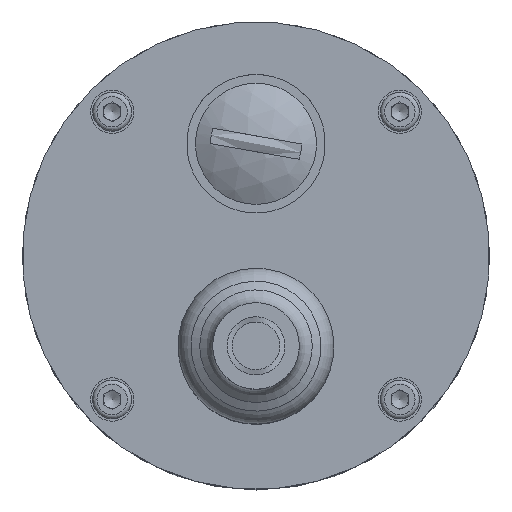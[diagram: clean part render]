
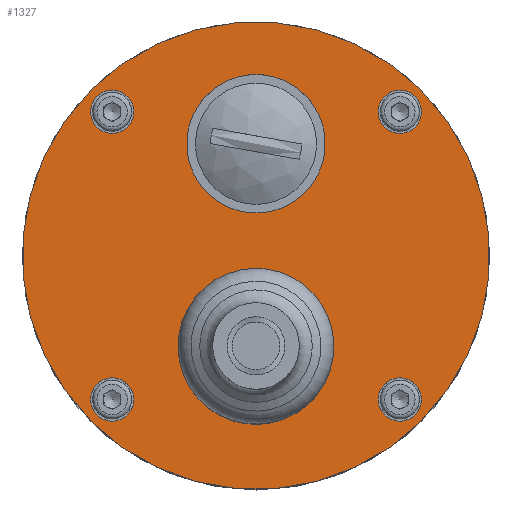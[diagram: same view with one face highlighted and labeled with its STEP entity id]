
A CAD part, top view. The second image highlights one B-rep face of the part: STEP entity #1327.
In plain terms, the highlighted planar face has unit normal (0, 0, 1).
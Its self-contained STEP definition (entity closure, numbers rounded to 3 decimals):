
#17 = VERTEX_POINT ( 'NONE', #1560 ) ;
#22 = AXIS2_PLACEMENT_3D ( 'NONE', #782, #2338, #1014 ) ;
#77 = DIRECTION ( 'NONE',  ( 0.707, -0.707, 0. ) ) ;
#153 = CIRCLE ( 'NONE', #1684, 2.5 ) ;
#183 = CARTESIAN_POINT ( 'NONE',  ( 18.385, -18.385, 23. ) ) ;
#192 = CARTESIAN_POINT ( 'NONE',  ( -14.849, 14.849, 23. ) ) ;
#319 = VERTEX_POINT ( 'NONE', #2872 ) ;
#352 = DIRECTION ( 'NONE',  ( 0., 0., 1. ) ) ;
#411 = CARTESIAN_POINT ( 'NONE',  ( 0., 12.92, 23. ) ) ;
#419 = DIRECTION ( 'NONE',  ( 0., 0., 1. ) ) ;
#425 = CIRCLE ( 'NONE', #920, 2.5 ) ;
#437 = DIRECTION ( 'NONE',  ( 0.707, -0.707, 0. ) ) ;
#636 = PLANE ( 'NONE',  #1165 ) ;
#650 = CARTESIAN_POINT ( 'NONE',  ( 19.092, 19.092, 23. ) ) ;
#662 = DIRECTION ( 'NONE',  ( 0., 0., -1. ) ) ;
#667 = DIRECTION ( 'NONE',  ( -0.707, 0.707, 0. ) ) ;
#697 = AXIS2_PLACEMENT_3D ( 'NONE', #411, #419, #437 ) ;
#762 = EDGE_CURVE ( 'NONE', #319, #319, #425, .T. ) ;
#782 = CARTESIAN_POINT ( 'NONE',  ( 0., -10.5, 23. ) ) ;
#832 = AXIS2_PLACEMENT_3D ( 'NONE', #2331, #1006, #2541 ) ;
#898 = CARTESIAN_POINT ( 'NONE',  ( -14.849, -18.385, 23. ) ) ;
#920 = AXIS2_PLACEMENT_3D ( 'NONE', #975, #2270, #1649 ) ;
#975 = CARTESIAN_POINT ( 'NONE',  ( 16.617, 16.617, 23. ) ) ;
#1006 = DIRECTION ( 'NONE',  ( 0., 0., 1. ) ) ;
#1014 = DIRECTION ( 'NONE',  ( 0.707, -0.707, 0. ) ) ;
#1034 = CIRCLE ( 'NONE', #832, 2.5 ) ;
#1135 = CARTESIAN_POINT ( 'NONE',  ( 4.561, -15.061, 23. ) ) ;
#1165 = AXIS2_PLACEMENT_3D ( 'NONE', #650, #662, #667 ) ;
#1283 = EDGE_CURVE ( 'NONE', #17, #17, #1764, .T. ) ;
#1296 = EDGE_LOOP ( 'NONE', ( #2591 ) ) ;
#1327 = ADVANCED_FACE ( 'NONE', ( #1646, #1687, #1724, #1727, #1617, #1615, #1589 ), #636, .F. ) ;
#1347 = DIRECTION ( 'NONE',  ( 0., 0., 1. ) ) ;
#1363 = EDGE_LOOP ( 'NONE', ( #2635 ) ) ;
#1434 = EDGE_LOOP ( 'NONE', ( #2672 ) ) ;
#1471 = DIRECTION ( 'NONE',  ( 0., 0., 1. ) ) ;
#1534 = VERTEX_POINT ( 'NONE', #2671 ) ;
#1560 = CARTESIAN_POINT ( 'NONE',  ( 5.657, 7.263, 23. ) ) ;
#1572 = VERTEX_POINT ( 'NONE', #1135 ) ;
#1589 = FACE_OUTER_BOUND ( 'NONE', #2775, .T. ) ;
#1615 = FACE_BOUND ( 'NONE', #1844, .T. ) ;
#1617 = FACE_BOUND ( 'NONE', #1434, .T. ) ;
#1632 = VERTEX_POINT ( 'NONE', #898 ) ;
#1646 = FACE_BOUND ( 'NONE', #2709, .T. ) ;
#1649 = DIRECTION ( 'NONE',  ( 0.707, -0.707, 0. ) ) ;
#1684 = AXIS2_PLACEMENT_3D ( 'NONE', #1717, #352, #1931 ) ;
#1687 = FACE_BOUND ( 'NONE', #2594, .T. ) ;
#1717 = CARTESIAN_POINT ( 'NONE',  ( -16.617, 16.617, 23. ) ) ;
#1724 = FACE_BOUND ( 'NONE', #1296, .T. ) ;
#1727 = FACE_BOUND ( 'NONE', #1363, .T. ) ;
#1764 = CIRCLE ( 'NONE', #697, 8. ) ;
#1787 = AXIS2_PLACEMENT_3D ( 'NONE', #2659, #1347, #2909 ) ;
#1844 = EDGE_LOOP ( 'NONE', ( #2742 ) ) ;
#1908 = VERTEX_POINT ( 'NONE', #192 ) ;
#1912 = CIRCLE ( 'NONE', #22, 6.45 ) ;
#1931 = DIRECTION ( 'NONE',  ( 0.707, -0.707, 0. ) ) ;
#1943 = CIRCLE ( 'NONE', #2365, 27. ) ;
#2120 = EDGE_CURVE ( 'NONE', #2351, #2351, #1034, .T. ) ;
#2270 = DIRECTION ( 'NONE',  ( 0., 0., 1. ) ) ;
#2331 = CARTESIAN_POINT ( 'NONE',  ( 16.617, -16.617, 23. ) ) ;
#2338 = DIRECTION ( 'NONE',  ( 0., 0., 1. ) ) ;
#2351 = VERTEX_POINT ( 'NONE', #183 ) ;
#2365 = AXIS2_PLACEMENT_3D ( 'NONE', #2792, #1471, #77 ) ;
#2490 = ORIENTED_EDGE ( 'NONE', *, *, #2871, .F. ) ;
#2518 = CIRCLE ( 'NONE', #1787, 2.5 ) ;
#2541 = DIRECTION ( 'NONE',  ( 0.707, -0.707, 0. ) ) ;
#2554 = ORIENTED_EDGE ( 'NONE', *, *, #762, .F. ) ;
#2578 = EDGE_CURVE ( 'NONE', #1908, #1908, #153, .T. ) ;
#2591 = ORIENTED_EDGE ( 'NONE', *, *, #2120, .F. ) ;
#2594 = EDGE_LOOP ( 'NONE', ( #2554 ) ) ;
#2635 = ORIENTED_EDGE ( 'NONE', *, *, #2578, .F. ) ;
#2659 = CARTESIAN_POINT ( 'NONE',  ( -16.617, -16.617, 23. ) ) ;
#2671 = CARTESIAN_POINT ( 'NONE',  ( 19.092, -19.092, 23. ) ) ;
#2672 = ORIENTED_EDGE ( 'NONE', *, *, #2789, .F. ) ;
#2709 = EDGE_LOOP ( 'NONE', ( #2490 ) ) ;
#2742 = ORIENTED_EDGE ( 'NONE', *, *, #1283, .F. ) ;
#2747 = ORIENTED_EDGE ( 'NONE', *, *, #2877, .T. ) ;
#2775 = EDGE_LOOP ( 'NONE', ( #2747 ) ) ;
#2789 = EDGE_CURVE ( 'NONE', #1632, #1632, #2518, .T. ) ;
#2792 = CARTESIAN_POINT ( 'NONE',  ( 0., 0., 23. ) ) ;
#2871 = EDGE_CURVE ( 'NONE', #1572, #1572, #1912, .T. ) ;
#2872 = CARTESIAN_POINT ( 'NONE',  ( 18.385, 14.849, 23. ) ) ;
#2877 = EDGE_CURVE ( 'NONE', #1534, #1534, #1943, .T. ) ;
#2909 = DIRECTION ( 'NONE',  ( 0.707, -0.707, 0. ) ) ;
